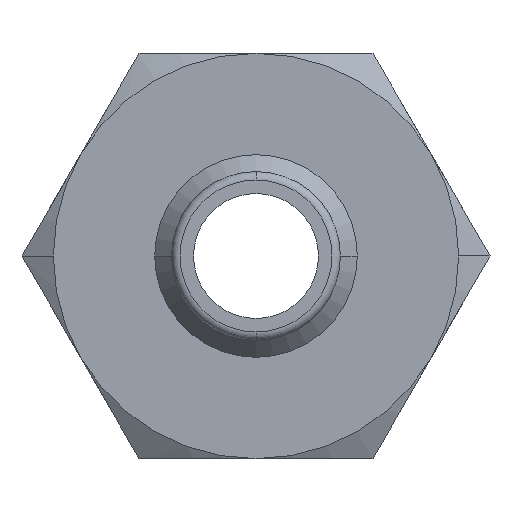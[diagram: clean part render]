
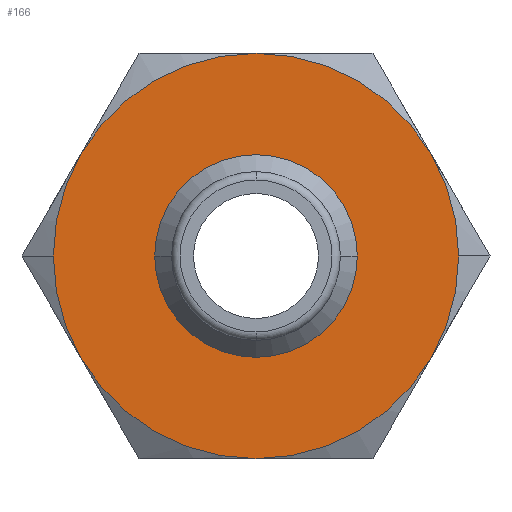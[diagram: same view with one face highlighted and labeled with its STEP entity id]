
A CAD part, front view. The second image highlights one B-rep face of the part: STEP entity #166.
In plain terms, the highlighted planar face has unit normal (0, -1, 0).
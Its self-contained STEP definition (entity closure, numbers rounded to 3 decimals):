
#166=ADVANCED_FACE('',(#332,#333),#334,.T.);
#332=FACE_OUTER_BOUND('',#493,.T.);
#333=FACE_BOUND('',#494,.T.);
#334=PLANE('',#495);
#493=EDGE_LOOP('',(#894,#895,#896,#897,#898,#899,#900,#901));
#494=EDGE_LOOP('',(#902,#903));
#495=AXIS2_PLACEMENT_3D('',#904,#905,#906);
#894=ORIENTED_EDGE('',*,*,#1025,.F.);
#895=ORIENTED_EDGE('',*,*,#932,.F.);
#896=ORIENTED_EDGE('',*,*,#1084,.F.);
#897=ORIENTED_EDGE('',*,*,#1051,.F.);
#898=ORIENTED_EDGE('',*,*,#947,.F.);
#899=ORIENTED_EDGE('',*,*,#1041,.F.);
#900=ORIENTED_EDGE('',*,*,#1088,.F.);
#901=ORIENTED_EDGE('',*,*,#950,.F.);
#902=ORIENTED_EDGE('',*,*,#1022,.F.);
#903=ORIENTED_EDGE('',*,*,#1074,.F.);
#904=CARTESIAN_POINT('',(6.0,25.0,0.0));
#905=DIRECTION('',(-0.0,-1.0,-0.0));
#906=DIRECTION('',(-1.0,0.0,0.0));
#932=EDGE_CURVE('',#1094,#1096,#1097,.T.);
#947=EDGE_CURVE('',#1121,#1119,#1123,.T.);
#950=EDGE_CURVE('',#1125,#1128,#1129,.T.);
#1022=EDGE_CURVE('',#1236,#1234,#1238,.T.);
#1025=EDGE_CURVE('',#1096,#1125,#1241,.T.);
#1041=EDGE_CURVE('',#1262,#1121,#1264,.T.);
#1051=EDGE_CURVE('',#1119,#1209,#1277,.T.);
#1074=EDGE_CURVE('',#1234,#1236,#1302,.T.);
#1084=EDGE_CURVE('',#1209,#1094,#1312,.T.);
#1088=EDGE_CURVE('',#1128,#1262,#1316,.T.);
#1094=VERTEX_POINT('',#1322);
#1096=VERTEX_POINT('',#1335);
#1097=CIRCLE('',#1336,12.0);
#1119=VERTEX_POINT('',#1381);
#1121=VERTEX_POINT('',#1384);
#1123=CIRCLE('',#1397,12.0);
#1125=VERTEX_POINT('',#1399);
#1128=VERTEX_POINT('',#1403);
#1129=CIRCLE('',#1404,12.0);
#1209=VERTEX_POINT('',#1571);
#1234=VERTEX_POINT('',#1631);
#1236=VERTEX_POINT('',#1634);
#1238=CIRCLE('',#1637,6.0);
#1241=CIRCLE('',#1651,12.0);
#1262=VERTEX_POINT('',#1689);
#1264=CIRCLE('',#1702,12.0);
#1277=CIRCLE('',#1761,12.0);
#1302=CIRCLE('',#1822,6.0);
#1312=CIRCLE('',#1832,12.0);
#1316=CIRCLE('',#1836,12.0);
#1322=CARTESIAN_POINT('',(0.,25.0,12.0));
#1335=CARTESIAN_POINT('',(10.392,25.0,6.0));
#1336=AXIS2_PLACEMENT_3D('',#1840,#1841,#1842);
#1381=CARTESIAN_POINT('',(-12.0,25.0,0.));
#1384=CARTESIAN_POINT('',(-10.392,25.0,-6.0));
#1397=AXIS2_PLACEMENT_3D('',#1863,#1864,#1865);
#1399=CARTESIAN_POINT('',(12.0,25.0,0.));
#1403=CARTESIAN_POINT('',(10.392,25.0,-6.0));
#1404=AXIS2_PLACEMENT_3D('',#1867,#1868,#1869);
#1571=CARTESIAN_POINT('',(-10.392,25.0,6.0));
#1631=CARTESIAN_POINT('',(6.0,25.0,0.));
#1634=CARTESIAN_POINT('',(-6.0,25.0,0.));
#1637=AXIS2_PLACEMENT_3D('',#1974,#1975,#1976);
#1651=AXIS2_PLACEMENT_3D('',#1977,#1978,#1979);
#1689=CARTESIAN_POINT('',(0.0,25.0,-12.0));
#1702=AXIS2_PLACEMENT_3D('',#1995,#1996,#1997);
#1761=AXIS2_PLACEMENT_3D('',#2000,#2001,#2002);
#1822=AXIS2_PLACEMENT_3D('',#2027,#2028,#2029);
#1832=AXIS2_PLACEMENT_3D('',#2042,#2043,#2044);
#1836=AXIS2_PLACEMENT_3D('',#2045,#2046,#2047);
#1840=CARTESIAN_POINT('',(0.0,25.0,0.0));
#1841=DIRECTION('',(-0.0,1.0,0.0));
#1842=DIRECTION('',(1.0,0.0,0.0));
#1863=CARTESIAN_POINT('',(0.0,25.0,0.0));
#1864=DIRECTION('',(-0.0,1.0,0.0));
#1865=DIRECTION('',(1.0,0.0,0.0));
#1867=CARTESIAN_POINT('',(0.0,25.0,0.0));
#1868=DIRECTION('',(-0.0,1.0,0.0));
#1869=DIRECTION('',(1.0,0.0,0.0));
#1974=CARTESIAN_POINT('',(0.0,25.0,0.0));
#1975=DIRECTION('',(0.0,-1.0,0.0));
#1976=DIRECTION('',(1.0,0.0,0.0));
#1977=CARTESIAN_POINT('',(0.0,25.0,0.0));
#1978=DIRECTION('',(-0.0,1.0,0.0));
#1979=DIRECTION('',(1.0,0.0,0.0));
#1995=CARTESIAN_POINT('',(0.0,25.0,0.0));
#1996=DIRECTION('',(-0.0,1.0,0.0));
#1997=DIRECTION('',(1.0,0.0,0.0));
#2000=CARTESIAN_POINT('',(0.0,25.0,0.0));
#2001=DIRECTION('',(-0.0,1.0,0.0));
#2002=DIRECTION('',(1.0,0.0,0.0));
#2027=CARTESIAN_POINT('',(0.0,25.0,0.0));
#2028=DIRECTION('',(0.0,-1.0,0.0));
#2029=DIRECTION('',(1.0,0.0,0.0));
#2042=CARTESIAN_POINT('',(0.0,25.0,0.0));
#2043=DIRECTION('',(-0.0,1.0,0.0));
#2044=DIRECTION('',(1.0,0.0,0.0));
#2045=CARTESIAN_POINT('',(0.0,25.0,0.0));
#2046=DIRECTION('',(-0.0,1.0,0.0));
#2047=DIRECTION('',(1.0,0.0,0.0));
